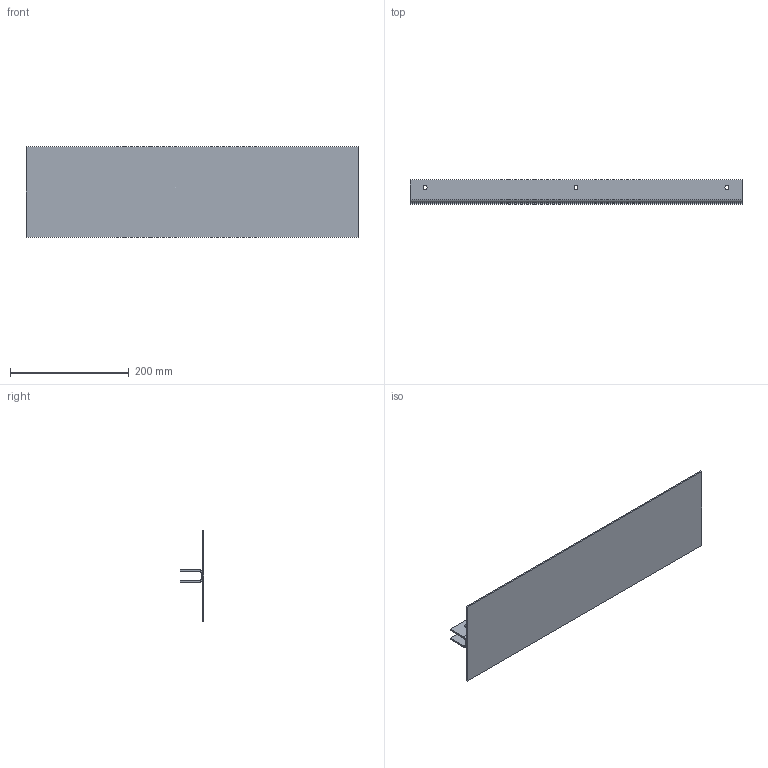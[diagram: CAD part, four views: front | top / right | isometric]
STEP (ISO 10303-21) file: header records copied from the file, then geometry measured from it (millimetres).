
FILE_DESCRIPTION(/* description */ (''),/* implementation_level */ '2;1');
FILE_NAME(/* name */ 'GE-17076_ASM_6_ASM.stp',/* time_stamp */ '2017-01-08T13:19:53-05:00',/* author */ ('jeff1'),/* organization */ (''),/* preprocessor_version */ 'ST-DEVELOPER v16.5',/* originating_system */ 'Autodesk Inventor 2017',/* authorisation */ '');
FILE_SCHEMA (('AUTOMOTIVE_DESIGN { 1 0 10303 214 3 1 1 }'));
Length unit declared in the file: inch
Products named in the file (3): GE-17076_ASM_6_ASM; GE-17076-01_4; GE-17076-02_6
Assembly tree (2 placements, depth 2):
  GE-17076_ASM_6_ASM
    GE-17076-01_4
    GE-17076-02_6
Bounding box: 558.8 x 40.38 x 152.4 mm (x, y, z)
Volume: 324392.9 mm3; surface area: 275488.8 mm2
Topology: 2 solids, 2 shells, 26 faces, 66 edges, 44 vertices
Faces by surface type: plane 16, cylinder 10
Full cylindrical faces by diameter (mm): 6.731 x6
Entity records: 869 total; most frequent: DIRECTION 142, CARTESIAN_POINT 135, ORIENTED_EDGE 120, EDGE_CURVE 60, AXIS2_PLACEMENT_3D 51, EDGE_LOOP 44, VERTEX_POINT 44, LINE 40
